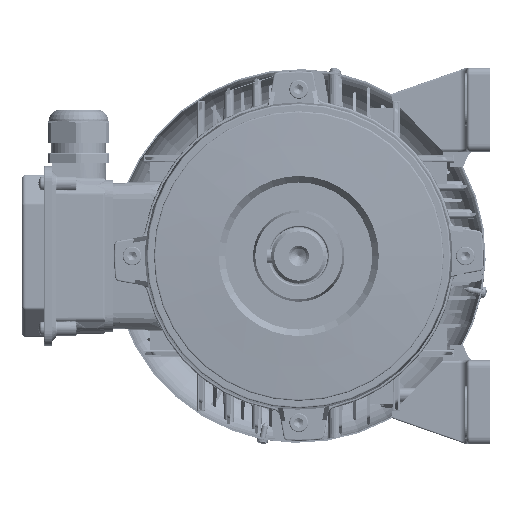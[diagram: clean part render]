
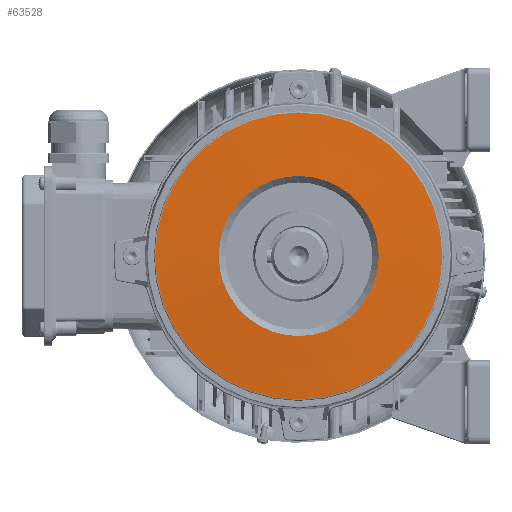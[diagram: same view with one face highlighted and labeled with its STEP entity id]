
A CAD part, left-side view. The second image highlights one B-rep face of the part: STEP entity #63528.
In plain terms, the highlighted conical face has half-angle 86.802 degrees and reference radius 77.625 mm.
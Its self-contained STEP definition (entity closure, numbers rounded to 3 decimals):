
#63486=CARTESIAN_POINT('',(-19.62,66.476,0.));
#63487=VERTEX_POINT('',#63486);
#63488=CARTESIAN_POINT('',(-19.62,-32.58,0.));
#63489=DIRECTION('',(1.0,0.0,0.0));
#63490=DIRECTION('',(0.0,-1.0,0.0));
#63491=AXIS2_PLACEMENT_3D('',#63488,#63489,#63490);
#63492=CIRCLE('',#63491,99.056);
#63493=EDGE_CURVE('',#63487,#63487,#63492,.T.);
#63509=CARTESIAN_POINT('',(-20.817,-32.58,0.0));
#63510=DIRECTION('',(1.0,0.,0.0));
#63511=DIRECTION('',(0.0,1.0,0.0));
#63512=AXIS2_PLACEMENT_3D('',#63509,#63510,#63511);
#63513=CONICAL_SURFACE('',#63512,77.625,86.802);
#63514=CARTESIAN_POINT('',(-22.067,22.67,0.0));
#63515=VERTEX_POINT('',#63514);
#63516=CARTESIAN_POINT('',(-22.067,-32.58,0.0));
#63517=DIRECTION('',(1.0,0.0,0.0));
#63518=DIRECTION('',(0.0,1.0,0.0));
#63519=AXIS2_PLACEMENT_3D('',#63516,#63517,#63518);
#63520=CIRCLE('',#63519,55.25);
#63521=EDGE_CURVE('',#63515,#63515,#63520,.T.);
#63522=ORIENTED_EDGE('',*,*,#63521,.T.);
#63523=EDGE_LOOP('',(#63522));
#63524=FACE_OUTER_BOUND('',#63523,.T.);
#63525=ORIENTED_EDGE('',*,*,#63493,.F.);
#63526=EDGE_LOOP('',(#63525));
#63527=FACE_BOUND('',#63526,.T.);
#63528=ADVANCED_FACE('',(#63524,#63527),#63513,.T.);
